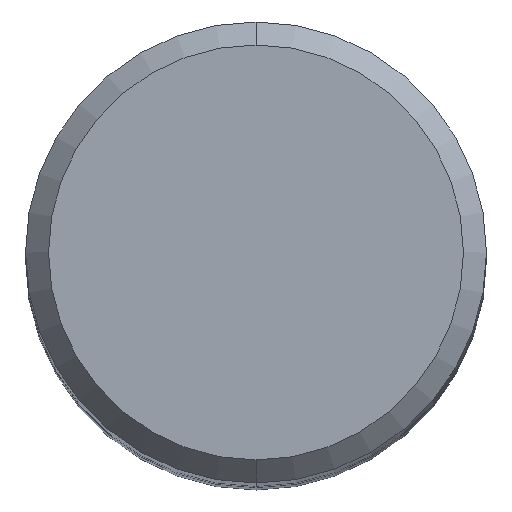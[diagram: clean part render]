
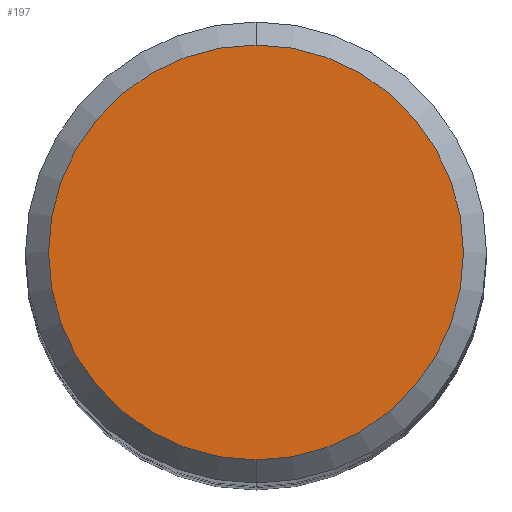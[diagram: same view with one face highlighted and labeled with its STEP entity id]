
A CAD part, top view. The second image highlights one B-rep face of the part: STEP entity #197.
In plain terms, the highlighted planar face has unit normal (0, 0, 1).
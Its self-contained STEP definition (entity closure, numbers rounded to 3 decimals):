
#99=VERTEX_POINT('',#235);
#119=EDGE_CURVE('',#123,#99,#257,.T.);
#123=VERTEX_POINT('',#262);
#169=EDGE_CURVE('',#99,#123,#316,.T.);
#197=ADVANCED_FACE('',(#345),#346,.T.);
#235=CARTESIAN_POINT('',(0.0,4.5,0.0));
#257=CIRCLE('',#410,4.5);
#262=CARTESIAN_POINT('',(0.,-4.5,0.0));
#316=CIRCLE('',#476,4.5);
#345=FACE_OUTER_BOUND('',#520,.T.);
#346=PLANE('',#521);
#410=AXIS2_PLACEMENT_3D('',#571,#572,#573);
#476=AXIS2_PLACEMENT_3D('',#660,#661,#662);
#520=EDGE_LOOP('',(#686,#687));
#521=AXIS2_PLACEMENT_3D('',#688,#689,#690);
#571=CARTESIAN_POINT('',(0.0,0.0,0.0));
#572=DIRECTION('',(0.0,0.0,-1.0));
#573=DIRECTION('',(0.0,1.0,0.0));
#660=CARTESIAN_POINT('',(0.0,0.0,0.0));
#661=DIRECTION('',(0.0,0.0,-1.0));
#662=DIRECTION('',(0.0,1.0,0.0));
#686=ORIENTED_EDGE('',*,*,#169,.F.);
#687=ORIENTED_EDGE('',*,*,#119,.F.);
#688=CARTESIAN_POINT('',(0.0,2.25,0.0));
#689=DIRECTION('',(-0.0,0.0,1.0));
#690=DIRECTION('',(0.0,-1.0,0.0));
